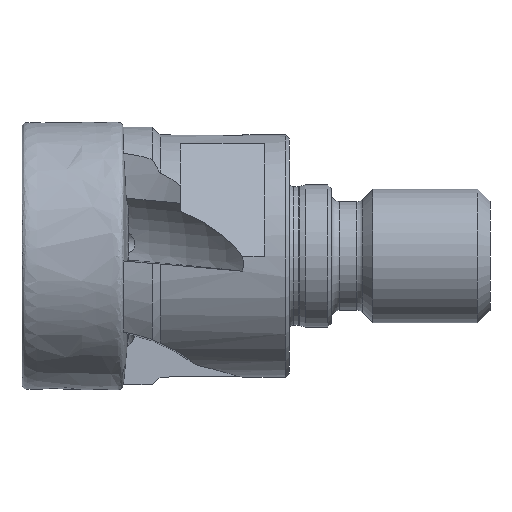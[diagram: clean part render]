
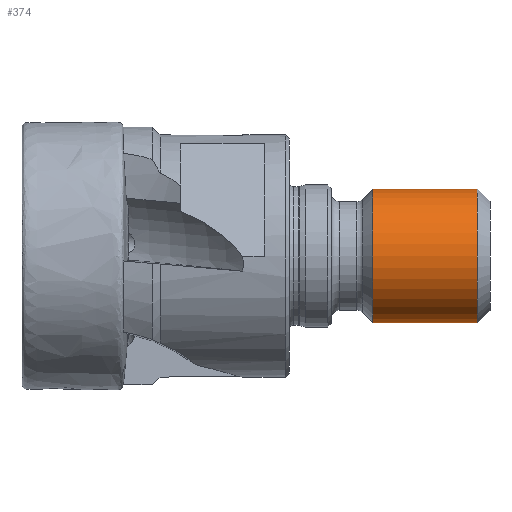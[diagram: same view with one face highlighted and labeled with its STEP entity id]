
A CAD part, front view. The second image highlights one B-rep face of the part: STEP entity #374.
In plain terms, the highlighted cylindrical face has radius 8 mm (diameter 16 mm), a full revolution.
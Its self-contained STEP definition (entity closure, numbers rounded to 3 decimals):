
#93 = CARTESIAN_POINT ( 'NONE',  ( 53.4, 0., 0. ) ) ;
#207 = DIRECTION ( 'NONE',  ( -1., 0., 0. ) ) ;
#257 = EDGE_CURVE ( 'NONE', #1382, #1382, #580, .T. ) ;
#374 = ADVANCED_FACE ( 'NONE', ( #3824, #2763 ), #3693, .T. ) ;
#503 = DIRECTION ( 'NONE',  ( 0., 0., 1. ) ) ;
#557 = DIRECTION ( 'NONE',  ( 0., 0., 1. ) ) ;
#580 = CIRCLE ( 'NONE', #2209, 8. ) ;
#950 = CARTESIAN_POINT ( 'NONE',  ( 0., 0., 0. ) ) ;
#1382 = VERTEX_POINT ( 'NONE', #3962 ) ;
#1466 = VERTEX_POINT ( 'NONE', #4817 ) ;
#1610 = AXIS2_PLACEMENT_3D ( 'NONE', #93, #2938, #503 ) ;
#1982 = EDGE_LOOP ( 'NONE', ( #2960 ) ) ;
#2120 = AXIS2_PLACEMENT_3D ( 'NONE', #950, #4205, #557 ) ;
#2209 = AXIS2_PLACEMENT_3D ( 'NONE', #2649, #207, #3051 ) ;
#2579 = EDGE_CURVE ( 'NONE', #1466, #1466, #4389, .T. ) ;
#2649 = CARTESIAN_POINT ( 'NONE',  ( 40.9, 0., 0. ) ) ;
#2763 = FACE_OUTER_BOUND ( 'NONE', #1982, .T. ) ;
#2938 = DIRECTION ( 'NONE',  ( -1., 0., 0. ) ) ;
#2960 = ORIENTED_EDGE ( 'NONE', *, *, #2579, .T. ) ;
#3051 = DIRECTION ( 'NONE',  ( 0., 0., 1. ) ) ;
#3326 = EDGE_LOOP ( 'NONE', ( #3720 ) ) ;
#3693 = CYLINDRICAL_SURFACE ( 'NONE', #2120, 8. ) ;
#3720 = ORIENTED_EDGE ( 'NONE', *, *, #257, .F. ) ;
#3824 = FACE_OUTER_BOUND ( 'NONE', #3326, .T. ) ;
#3962 = CARTESIAN_POINT ( 'NONE',  ( 40.9, 0., 8. ) ) ;
#4205 = DIRECTION ( 'NONE',  ( -1., 0., 0. ) ) ;
#4389 = CIRCLE ( 'NONE', #1610, 8. ) ;
#4817 = CARTESIAN_POINT ( 'NONE',  ( 53.4, 0., 8. ) ) ;
